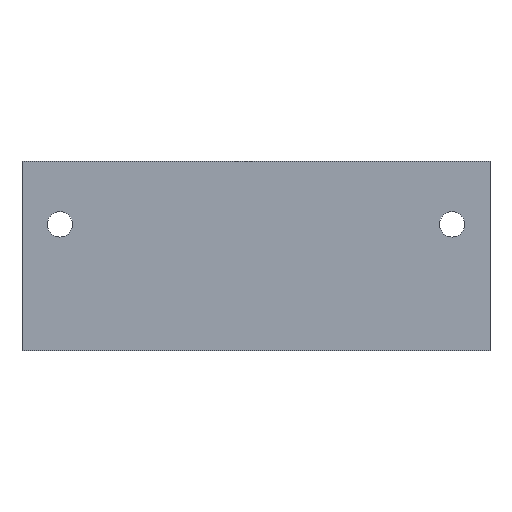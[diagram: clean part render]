
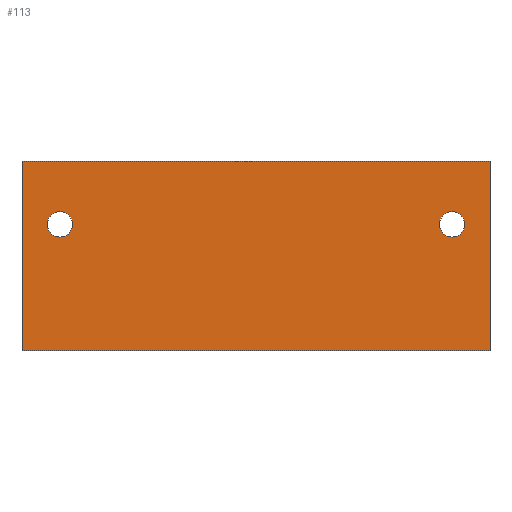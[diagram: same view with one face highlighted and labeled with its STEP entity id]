
A CAD part, front view. The second image highlights one B-rep face of the part: STEP entity #113.
In plain terms, the highlighted planar face has unit normal (0, -1, 0).
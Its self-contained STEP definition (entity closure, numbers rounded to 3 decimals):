
#12 = CIRCLE ( 'NONE', #303, 2. ) ;
#15 = CIRCLE ( 'NONE', #33, 2. ) ;
#26 = CARTESIAN_POINT ( 'NONE',  ( 74., 0., -30. ) ) ;
#28 = LINE ( 'NONE', #235, #513 ) ;
#30 = VECTOR ( 'NONE', #342, 1000. ) ;
#33 = AXIS2_PLACEMENT_3D ( 'NONE', #359, #160, #436 ) ;
#38 = VERTEX_POINT ( 'NONE', #461 ) ;
#41 = VERTEX_POINT ( 'NONE', #183 ) ;
#42 = DIRECTION ( 'NONE',  ( 0., 0., -1. ) ) ;
#50 = ORIENTED_EDGE ( 'NONE', *, *, #234, .F. ) ;
#54 = DIRECTION ( 'NONE',  ( 0., -1., 0. ) ) ;
#58 = PLANE ( 'NONE',  #252 ) ;
#68 = EDGE_LOOP ( 'NONE', ( #398, #393 ) ) ;
#77 = DIRECTION ( 'NONE',  ( -1., 0., 0. ) ) ;
#82 = EDGE_CURVE ( 'NONE', #38, #207, #179, .T. ) ;
#89 = ORIENTED_EDGE ( 'NONE', *, *, #417, .F. ) ;
#90 = CIRCLE ( 'NONE', #346, 2. ) ;
#106 = AXIS2_PLACEMENT_3D ( 'NONE', #387, #115, #265 ) ;
#110 = ORIENTED_EDGE ( 'NONE', *, *, #399, .F. ) ;
#113 = ADVANCED_FACE ( 'NONE', ( #412, #257, #414 ), #58, .T. ) ;
#115 = DIRECTION ( 'NONE',  ( 0., -1., 0. ) ) ;
#121 = LINE ( 'NONE', #196, #227 ) ;
#127 = CARTESIAN_POINT ( 'NONE',  ( 6., 0., -12. ) ) ;
#140 = VERTEX_POINT ( 'NONE', #26 ) ;
#142 = EDGE_LOOP ( 'NONE', ( #495, #110, #89, #50 ) ) ;
#145 = EDGE_CURVE ( 'NONE', #41, #188, #181, .T. ) ;
#150 = CARTESIAN_POINT ( 'NONE',  ( 0., 0., 0. ) ) ;
#153 = DIRECTION ( 'NONE',  ( 0., -1., 0. ) ) ;
#160 = DIRECTION ( 'NONE',  ( 0., -1., 0. ) ) ;
#179 = LINE ( 'NONE', #150, #30 ) ;
#181 = CIRCLE ( 'NONE', #106, 2. ) ;
#182 = VECTOR ( 'NONE', #373, 1000. ) ;
#183 = CARTESIAN_POINT ( 'NONE',  ( 68., 0., -12. ) ) ;
#184 = EDGE_CURVE ( 'NONE', #474, #420, #12, .T. ) ;
#188 = VERTEX_POINT ( 'NONE', #355 ) ;
#193 = ORIENTED_EDGE ( 'NONE', *, *, #312, .F. ) ;
#196 = CARTESIAN_POINT ( 'NONE',  ( 74., 0., 0. ) ) ;
#207 = VERTEX_POINT ( 'NONE', #208 ) ;
#208 = CARTESIAN_POINT ( 'NONE',  ( 0., 0., 0. ) ) ;
#227 = VECTOR ( 'NONE', #277, 1000. ) ;
#234 = EDGE_CURVE ( 'NONE', #207, #429, #404, .T. ) ;
#235 = CARTESIAN_POINT ( 'NONE',  ( 0., 0., -30. ) ) ;
#252 = AXIS2_PLACEMENT_3D ( 'NONE', #411, #54, #487 ) ;
#257 = FACE_BOUND ( 'NONE', #68, .T. ) ;
#265 = DIRECTION ( 'NONE',  ( 0., 0., -1. ) ) ;
#277 = DIRECTION ( 'NONE',  ( 0., 0., -1. ) ) ;
#289 = DIRECTION ( 'NONE',  ( 0., -1., 0. ) ) ;
#303 = AXIS2_PLACEMENT_3D ( 'NONE', #499, #153, #464 ) ;
#310 = EDGE_LOOP ( 'NONE', ( #492, #193 ) ) ;
#312 = EDGE_CURVE ( 'NONE', #188, #41, #90, .T. ) ;
#333 = CARTESIAN_POINT ( 'NONE',  ( 68., 0., -10. ) ) ;
#342 = DIRECTION ( 'NONE',  ( 0., 0., 1. ) ) ;
#346 = AXIS2_PLACEMENT_3D ( 'NONE', #333, #289, #42 ) ;
#354 = CARTESIAN_POINT ( 'NONE',  ( 6., 0., -8. ) ) ;
#355 = CARTESIAN_POINT ( 'NONE',  ( 68., 0., -8. ) ) ;
#359 = CARTESIAN_POINT ( 'NONE',  ( 6., 0., -10. ) ) ;
#373 = DIRECTION ( 'NONE',  ( 1., 0., 0. ) ) ;
#387 = CARTESIAN_POINT ( 'NONE',  ( 68., 0., -10. ) ) ;
#393 = ORIENTED_EDGE ( 'NONE', *, *, #466, .F. ) ;
#398 = ORIENTED_EDGE ( 'NONE', *, *, #184, .F. ) ;
#399 = EDGE_CURVE ( 'NONE', #140, #38, #28, .T. ) ;
#404 = LINE ( 'NONE', #475, #182 ) ;
#411 = CARTESIAN_POINT ( 'NONE',  ( 0., 0., 0. ) ) ;
#412 = FACE_BOUND ( 'NONE', #310, .T. ) ;
#414 = FACE_OUTER_BOUND ( 'NONE', #142, .T. ) ;
#417 = EDGE_CURVE ( 'NONE', #429, #140, #121, .T. ) ;
#420 = VERTEX_POINT ( 'NONE', #354 ) ;
#429 = VERTEX_POINT ( 'NONE', #470 ) ;
#436 = DIRECTION ( 'NONE',  ( 0., 0., -1. ) ) ;
#461 = CARTESIAN_POINT ( 'NONE',  ( 0., 0., -30. ) ) ;
#464 = DIRECTION ( 'NONE',  ( 0., 0., -1. ) ) ;
#466 = EDGE_CURVE ( 'NONE', #420, #474, #15, .T. ) ;
#470 = CARTESIAN_POINT ( 'NONE',  ( 74., 0., 0. ) ) ;
#474 = VERTEX_POINT ( 'NONE', #127 ) ;
#475 = CARTESIAN_POINT ( 'NONE',  ( 0., 0., 0. ) ) ;
#487 = DIRECTION ( 'NONE',  ( 0., 0., -1. ) ) ;
#492 = ORIENTED_EDGE ( 'NONE', *, *, #145, .F. ) ;
#495 = ORIENTED_EDGE ( 'NONE', *, *, #82, .F. ) ;
#499 = CARTESIAN_POINT ( 'NONE',  ( 6., 0., -10. ) ) ;
#513 = VECTOR ( 'NONE', #77, 1000. ) ;
